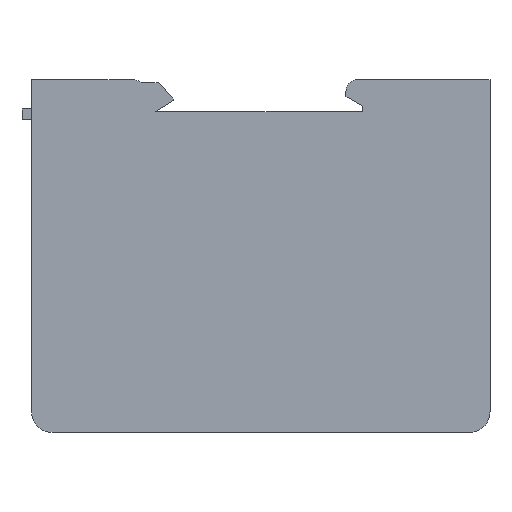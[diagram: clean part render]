
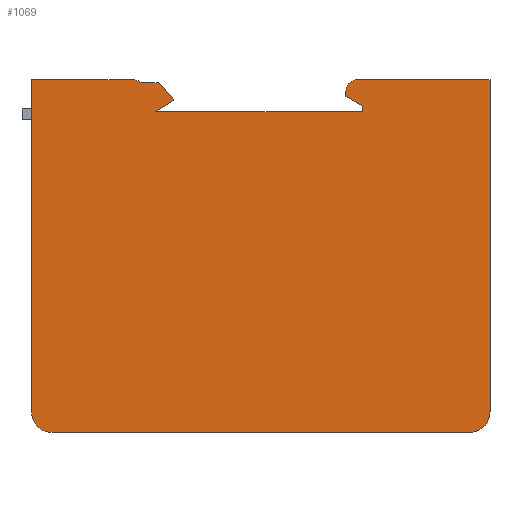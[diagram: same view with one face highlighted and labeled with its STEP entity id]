
A CAD part, front view. The second image highlights one B-rep face of the part: STEP entity #1069.
In plain terms, the highlighted planar face has unit normal (0, -1, 0).
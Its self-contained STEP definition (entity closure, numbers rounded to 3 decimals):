
#22=DIRECTION('',(1.,0.,0.));
#23=VECTOR('',#22,17.3);
#24=CARTESIAN_POINT('',(-38.195,0.,30.));
#25=LINE('',#24,#23);
#26=CARTESIAN_POINT('',(-20.895,0.,28.));
#27=DIRECTION('',(0.,1.,0.));
#28=DIRECTION('',(0.,0.,1.));
#29=AXIS2_PLACEMENT_3D('',#26,#27,#28);
#31=DIRECTION('',(1.,0.,0.014));
#32=VECTOR('',#31,2.71);
#33=CARTESIAN_POINT('',(-19.533,0.,29.465));
#34=LINE('',#33,#32);
#35=CARTESIAN_POINT('',(-16.764,0.,29.008));
#36=DIRECTION('',(0.,1.,0.));
#37=DIRECTION('',(-0.119,0.,0.993));
#38=AXIS2_PLACEMENT_3D('',#35,#36,#37);
#40=DIRECTION('',(0.655,0.,-0.756));
#41=VECTOR('',#40,3.712);
#42=CARTESIAN_POINT('',(-16.386,0.,29.335));
#43=LINE('',#42,#41);
#44=DIRECTION('',(-0.84,0.,-0.543));
#45=VECTOR('',#44,3.737);
#46=CARTESIAN_POINT('',(-13.957,0.,26.529));
#47=LINE('',#46,#45);
#48=DIRECTION('',(1.,0.,0.));
#49=VECTOR('',#48,35.2);
#50=CARTESIAN_POINT('',(-17.095,0.,24.5));
#51=LINE('',#50,#49);
#52=DIRECTION('',(0.,0.,1.));
#53=VECTOR('',#52,1.);
#54=CARTESIAN_POINT('',(18.105,0.,24.5));
#55=LINE('',#54,#53);
#56=DIRECTION('',(-0.866,0.,0.5));
#57=VECTOR('',#56,3.233);
#58=CARTESIAN_POINT('',(18.105,0.,25.5));
#59=LINE('',#58,#57);
#60=DIRECTION('',(0.,0.,1.));
#61=VECTOR('',#60,0.883);
#62=CARTESIAN_POINT('',(15.305,0.,27.117));
#63=LINE('',#62,#61);
#64=CARTESIAN_POINT('',(17.305,0.,28.));
#65=DIRECTION('',(0.,1.,0.));
#66=DIRECTION('',(-1.,0.,0.));
#67=AXIS2_PLACEMENT_3D('',#64,#65,#66);
#69=DIRECTION('',(1.,0.,0.));
#70=VECTOR('',#69,22.5);
#71=CARTESIAN_POINT('',(17.305,0.,30.));
#72=LINE('',#71,#70);
#73=DIRECTION('',(0.,0.,-1.));
#74=VECTOR('',#73,56.5);
#75=CARTESIAN_POINT('',(39.805,0.,30.));
#76=LINE('',#75,#74);
#77=CARTESIAN_POINT('',(36.305,0.,-26.5));
#78=DIRECTION('',(0.,1.,0.));
#79=DIRECTION('',(1.,0.,0.));
#80=AXIS2_PLACEMENT_3D('',#77,#78,#79);
#82=DIRECTION('',(-1.,0.,0.));
#83=VECTOR('',#82,71.);
#84=CARTESIAN_POINT('',(36.305,0.,-30.));
#85=LINE('',#84,#83);
#86=CARTESIAN_POINT('',(-34.695,0.,-26.5));
#87=DIRECTION('',(0.,1.,0.));
#88=DIRECTION('',(0.,0.,-1.));
#89=AXIS2_PLACEMENT_3D('',#86,#87,#88);
#91=DIRECTION('',(0.,0.,-1.));
#92=VECTOR('',#91,56.5);
#93=CARTESIAN_POINT('',(-38.195,0.,30.));
#94=LINE('',#93,#92);
#784=CARTESIAN_POINT('',(-38.195,0.,30.));
#785=CARTESIAN_POINT('',(-38.195,0.,-26.5));
#786=VERTEX_POINT('',#784);
#787=VERTEX_POINT('',#785);
#788=CARTESIAN_POINT('',(-20.895,0.,30.));
#789=VERTEX_POINT('',#788);
#790=CARTESIAN_POINT('',(-19.533,0.,29.465));
#791=VERTEX_POINT('',#790);
#792=CARTESIAN_POINT('',(-16.823,0.,29.504));
#793=VERTEX_POINT('',#792);
#794=CARTESIAN_POINT('',(-16.386,0.,29.335));
#795=VERTEX_POINT('',#794);
#796=CARTESIAN_POINT('',(-13.957,0.,26.529));
#797=VERTEX_POINT('',#796);
#798=CARTESIAN_POINT('',(-17.095,0.,24.5));
#799=VERTEX_POINT('',#798);
#800=CARTESIAN_POINT('',(18.105,0.,24.5));
#801=VERTEX_POINT('',#800);
#802=CARTESIAN_POINT('',(18.105,0.,25.5));
#803=VERTEX_POINT('',#802);
#804=CARTESIAN_POINT('',(15.305,0.,27.117));
#805=VERTEX_POINT('',#804);
#806=CARTESIAN_POINT('',(15.305,0.,28.));
#807=VERTEX_POINT('',#806);
#808=CARTESIAN_POINT('',(17.305,0.,30.));
#809=VERTEX_POINT('',#808);
#810=CARTESIAN_POINT('',(39.805,0.,30.));
#811=VERTEX_POINT('',#810);
#812=CARTESIAN_POINT('',(39.805,0.,-26.5));
#813=VERTEX_POINT('',#812);
#814=CARTESIAN_POINT('',(36.305,0.,-30.));
#815=VERTEX_POINT('',#814);
#816=CARTESIAN_POINT('',(-34.695,0.,-30.));
#817=VERTEX_POINT('',#816);
#1028=CARTESIAN_POINT('',(0.,0.,0.));
#1029=DIRECTION('',(0.,1.,0.));
#1030=DIRECTION('',(1.,0.,0.));
#1031=AXIS2_PLACEMENT_3D('',#1028,#1029,#1030);
#1032=PLANE('',#1031);
#1034=ORIENTED_EDGE('',*,*,#1033,.F.);
#1036=ORIENTED_EDGE('',*,*,#1035,.T.);
#1038=ORIENTED_EDGE('',*,*,#1037,.T.);
#1040=ORIENTED_EDGE('',*,*,#1039,.T.);
#1042=ORIENTED_EDGE('',*,*,#1041,.T.);
#1044=ORIENTED_EDGE('',*,*,#1043,.T.);
#1046=ORIENTED_EDGE('',*,*,#1045,.T.);
#1048=ORIENTED_EDGE('',*,*,#1047,.T.);
#1050=ORIENTED_EDGE('',*,*,#1049,.T.);
#1052=ORIENTED_EDGE('',*,*,#1051,.T.);
#1054=ORIENTED_EDGE('',*,*,#1053,.T.);
#1056=ORIENTED_EDGE('',*,*,#1055,.T.);
#1058=ORIENTED_EDGE('',*,*,#1057,.T.);
#1060=ORIENTED_EDGE('',*,*,#1059,.T.);
#1062=ORIENTED_EDGE('',*,*,#1061,.T.);
#1064=ORIENTED_EDGE('',*,*,#1063,.T.);
#1066=ORIENTED_EDGE('',*,*,#1065,.T.);
#1067=EDGE_LOOP('',(#1034,#1036,#1038,#1040,#1042,#1044,#1046,#1048,#1050,#1052,
#1054,#1056,#1058,#1060,#1062,#1064,#1066));
#1068=FACE_OUTER_BOUND('',#1067,.F.);
#1069=ADVANCED_FACE('',(#1068),#1032,.F.);
#30=CIRCLE('',#29,2.);
#39=CIRCLE('',#38,0.5);
#68=CIRCLE('',#67,2.);
#81=CIRCLE('',#80,3.5);
#90=CIRCLE('',#89,3.5);
#1033=EDGE_CURVE('',#786,#787,#94,.T.);
#1035=EDGE_CURVE('',#786,#789,#25,.T.);
#1037=EDGE_CURVE('',#789,#791,#30,.T.);
#1039=EDGE_CURVE('',#791,#793,#34,.T.);
#1041=EDGE_CURVE('',#793,#795,#39,.T.);
#1043=EDGE_CURVE('',#795,#797,#43,.T.);
#1045=EDGE_CURVE('',#797,#799,#47,.T.);
#1047=EDGE_CURVE('',#799,#801,#51,.T.);
#1049=EDGE_CURVE('',#801,#803,#55,.T.);
#1051=EDGE_CURVE('',#803,#805,#59,.T.);
#1053=EDGE_CURVE('',#805,#807,#63,.T.);
#1055=EDGE_CURVE('',#807,#809,#68,.T.);
#1057=EDGE_CURVE('',#809,#811,#72,.T.);
#1059=EDGE_CURVE('',#811,#813,#76,.T.);
#1061=EDGE_CURVE('',#813,#815,#81,.T.);
#1063=EDGE_CURVE('',#815,#817,#85,.T.);
#1065=EDGE_CURVE('',#817,#787,#90,.T.);
